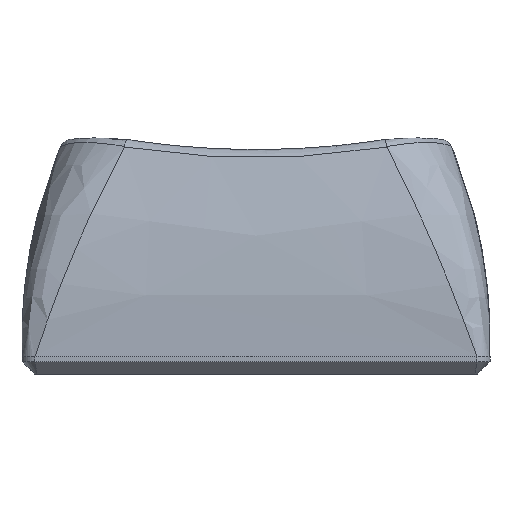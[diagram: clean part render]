
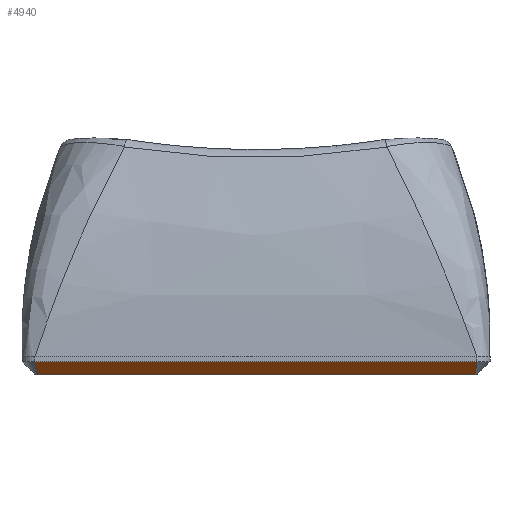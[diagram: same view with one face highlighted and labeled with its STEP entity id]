
A CAD part, front view. The second image highlights one B-rep face of the part: STEP entity #4940.
In plain terms, the highlighted planar face has unit normal (0, -0.707, -0.707).
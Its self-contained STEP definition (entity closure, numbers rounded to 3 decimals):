
#720 = PLANE('',#721);
#721 = AXIS2_PLACEMENT_3D('',#722,#723,#724);
#722 = CARTESIAN_POINT('',(-8.5,-9.,0.672));
#723 = DIRECTION('',(0.,-1.,0.));
#724 = DIRECTION('',(1.,0.,0.));
#1973 = VERTEX_POINT('',#1974);
#1974 = CARTESIAN_POINT('',(-8.5,-9.,0.48));
#2000 = EDGE_CURVE('',#1973,#2001,#2003,.T.);
#2001 = VERTEX_POINT('',#2002);
#2002 = CARTESIAN_POINT('',(8.5,-9.,0.48));
#2003 = SURFACE_CURVE('',#2004,(#2008,#2015),.PCURVE_S1.);
#2004 = LINE('',#2005,#2006);
#2005 = CARTESIAN_POINT('',(-8.5,-9.,0.48));
#2006 = VECTOR('',#2007,1.);
#2007 = DIRECTION('',(1.,0.,0.));
#2008 = PCURVE('',#720,#2009);
#2009 = DEFINITIONAL_REPRESENTATION('',(#2010),#2014);
#2010 = LINE('',#2011,#2012);
#2011 = CARTESIAN_POINT('',(0.,-0.192));
#2012 = VECTOR('',#2013,1.);
#2013 = DIRECTION('',(1.,0.));
#2014 = ( GEOMETRIC_REPRESENTATION_CONTEXT(2) 
PARAMETRIC_REPRESENTATION_CONTEXT() REPRESENTATION_CONTEXT('2D SPACE',''
  ) );
#2015 = PCURVE('',#2016,#2021);
#2016 = PLANE('',#2017);
#2017 = AXIS2_PLACEMENT_3D('',#2018,#2019,#2020);
#2018 = CARTESIAN_POINT('',(-8.5,-8.76,0.24));
#2019 = DIRECTION('',(0.,0.707,0.707)
  );
#2020 = DIRECTION('',(1.,0.,0.));
#2021 = DEFINITIONAL_REPRESENTATION('',(#2022),#2026);
#2022 = LINE('',#2023,#2024);
#2023 = CARTESIAN_POINT('',(0.,-0.339));
#2024 = VECTOR('',#2025,1.);
#2025 = DIRECTION('',(1.,0.));
#2026 = ( GEOMETRIC_REPRESENTATION_CONTEXT(2) 
PARAMETRIC_REPRESENTATION_CONTEXT() REPRESENTATION_CONTEXT('2D SPACE',''
  ) );
#3188 = CONICAL_SURFACE('',#3189,0.7,0.785);
#3189 = AXIS2_PLACEMENT_3D('',#3190,#3191,#3192);
#3190 = CARTESIAN_POINT('',(8.323,-8.323,0.48));
#3191 = DIRECTION('',(-0.,-0.,1.));
#3192 = DIRECTION('',(0.967,-0.253,0.));
#4940 = ADVANCED_FACE('',(#4941),#2016,.F.);
#4941 = FACE_BOUND('',#4942,.F.);
#4942 = EDGE_LOOP('',(#4943,#4978,#4979,#5009));
#4943 = ORIENTED_EDGE('',*,*,#4944,.F.);
#4944 = EDGE_CURVE('',#1973,#4945,#4947,.T.);
#4945 = VERTEX_POINT('',#4946);
#4946 = CARTESIAN_POINT('',(-8.42,-8.52,0.));
#4947 = SURFACE_CURVE('',#4948,(#4953,#4960),.PCURVE_S1.);
#4948 = PARABOLA('',#4949,0.008);
#4949 = AXIS2_PLACEMENT_3D('',#4950,#4951,#4952);
#4950 = CARTESIAN_POINT('',(-8.323,-8.311,
    -0.209));
#4951 = DIRECTION('',(0.,0.707,0.707)
  );
#4952 = DIRECTION('',(0.,-0.707,0.707)
  );
#4953 = PCURVE('',#2016,#4954);
#4954 = DEFINITIONAL_REPRESENTATION('',(#4955),#4959);
#4955 = B_SPLINE_CURVE_WITH_KNOTS('',2,(#4956,#4957,#4958),
  .UNSPECIFIED.,.F.,.F.,(3,3),(-0.177,-0.098),
  .PIECEWISE_BEZIER_KNOTS.);
#4956 = CARTESIAN_POINT('',(0.,-0.339));
#4957 = CARTESIAN_POINT('',(0.04,0.098));
#4958 = CARTESIAN_POINT('',(0.08,0.339));
#4959 = ( GEOMETRIC_REPRESENTATION_CONTEXT(2) 
PARAMETRIC_REPRESENTATION_CONTEXT() REPRESENTATION_CONTEXT('2D SPACE',''
  ) );
#4960 = PCURVE('',#4961,#4966);
#4961 = CONICAL_SURFACE('',#4962,0.7,0.785);
#4962 = AXIS2_PLACEMENT_3D('',#4963,#4964,#4965);
#4963 = CARTESIAN_POINT('',(-8.323,-8.323,0.48));
#4964 = DIRECTION('',(-0.,-0.,1.));
#4965 = DIRECTION('',(-0.253,-0.967,-0.));
#4966 = DEFINITIONAL_REPRESENTATION('',(#4967),#4977);
#4967 = B_SPLINE_CURVE_WITH_KNOTS('',8,(#4968,#4969,#4970,#4971,#4972,
    #4973,#4974,#4975,#4976),.UNSPECIFIED.,.F.,.F.,(9,9),(
    -0.177,-0.098),.PIECEWISE_BEZIER_KNOTS.);
#4968 = CARTESIAN_POINT('',(0.,0.));
#4969 = CARTESIAN_POINT('',(-0.014,-0.077));
#4970 = CARTESIAN_POINT('',(-0.03,-0.15));
#4971 = CARTESIAN_POINT('',(-0.048,-0.217));
#4972 = CARTESIAN_POINT('',(-0.069,-0.28));
#4973 = CARTESIAN_POINT('',(-0.094,-0.337));
#4974 = CARTESIAN_POINT('',(-0.123,-0.39));
#4975 = CARTESIAN_POINT('',(-0.158,-0.437));
#4976 = CARTESIAN_POINT('',(-0.203,-0.48));
#4977 = ( GEOMETRIC_REPRESENTATION_CONTEXT(2) 
PARAMETRIC_REPRESENTATION_CONTEXT() REPRESENTATION_CONTEXT('2D SPACE',''
  ) );
#4978 = ORIENTED_EDGE('',*,*,#2000,.T.);
#4979 = ORIENTED_EDGE('',*,*,#4980,.T.);
#4980 = EDGE_CURVE('',#2001,#4981,#4983,.T.);
#4981 = VERTEX_POINT('',#4982);
#4982 = CARTESIAN_POINT('',(8.42,-8.52,0.));
#4983 = SURFACE_CURVE('',#4984,(#4989,#4996),.PCURVE_S1.);
#4984 = PARABOLA('',#4985,0.008);
#4985 = AXIS2_PLACEMENT_3D('',#4986,#4987,#4988);
#4986 = CARTESIAN_POINT('',(8.323,-8.311,
    -0.209));
#4987 = DIRECTION('',(0.,-0.707,-0.707
    ));
#4988 = DIRECTION('',(0.,-0.707,0.707)
  );
#4989 = PCURVE('',#2016,#4990);
#4990 = DEFINITIONAL_REPRESENTATION('',(#4991),#4995);
#4991 = B_SPLINE_CURVE_WITH_KNOTS('',2,(#4992,#4993,#4994),
  .UNSPECIFIED.,.F.,.F.,(3,3),(-0.177,-0.098),
  .PIECEWISE_BEZIER_KNOTS.);
#4992 = CARTESIAN_POINT('',(17.,-0.339));
#4993 = CARTESIAN_POINT('',(16.96,0.098));
#4994 = CARTESIAN_POINT('',(16.92,0.339));
#4995 = ( GEOMETRIC_REPRESENTATION_CONTEXT(2) 
PARAMETRIC_REPRESENTATION_CONTEXT() REPRESENTATION_CONTEXT('2D SPACE',''
  ) );
#4996 = PCURVE('',#3188,#4997);
#4997 = DEFINITIONAL_REPRESENTATION('',(#4998),#5008);
#4998 = B_SPLINE_CURVE_WITH_KNOTS('',8,(#4999,#5000,#5001,#5002,#5003,
    #5004,#5005,#5006,#5007),.UNSPECIFIED.,.F.,.F.,(9,9),(
    -0.177,-0.098),.PIECEWISE_BEZIER_KNOTS.);
#4999 = CARTESIAN_POINT('',(-1.059,0.));
#5000 = CARTESIAN_POINT('',(-1.045,-0.077));
#5001 = CARTESIAN_POINT('',(-1.029,-0.15));
#5002 = CARTESIAN_POINT('',(-1.01,-0.217));
#5003 = CARTESIAN_POINT('',(-0.99,-0.28));
#5004 = CARTESIAN_POINT('',(-0.965,-0.337));
#5005 = CARTESIAN_POINT('',(-0.936,-0.39));
#5006 = CARTESIAN_POINT('',(-0.901,-0.437));
#5007 = CARTESIAN_POINT('',(-0.856,-0.48));
#5008 = ( GEOMETRIC_REPRESENTATION_CONTEXT(2) 
PARAMETRIC_REPRESENTATION_CONTEXT() REPRESENTATION_CONTEXT('2D SPACE',''
  ) );
#5009 = ORIENTED_EDGE('',*,*,#5010,.F.);
#5010 = EDGE_CURVE('',#4945,#4981,#5011,.T.);
#5011 = SURFACE_CURVE('',#5012,(#5016,#5023),.PCURVE_S1.);
#5012 = LINE('',#5013,#5014);
#5013 = CARTESIAN_POINT('',(-8.5,-8.52,0.));
#5014 = VECTOR('',#5015,1.);
#5015 = DIRECTION('',(1.,0.,0.));
#5016 = PCURVE('',#2016,#5017);
#5017 = DEFINITIONAL_REPRESENTATION('',(#5018),#5022);
#5018 = LINE('',#5019,#5020);
#5019 = CARTESIAN_POINT('',(0.,0.339));
#5020 = VECTOR('',#5021,1.);
#5021 = DIRECTION('',(1.,0.));
#5022 = ( GEOMETRIC_REPRESENTATION_CONTEXT(2) 
PARAMETRIC_REPRESENTATION_CONTEXT() REPRESENTATION_CONTEXT('2D SPACE',''
  ) );
#5023 = PCURVE('',#5024,#5029);
#5024 = PLANE('',#5025);
#5025 = AXIS2_PLACEMENT_3D('',#5026,#5027,#5028);
#5026 = CARTESIAN_POINT('',(8.5,9.,0.));
#5027 = DIRECTION('',(0.,0.,-1.));
#5028 = DIRECTION('',(-1.,0.,0.));
#5029 = DEFINITIONAL_REPRESENTATION('',(#5030),#5034);
#5030 = LINE('',#5031,#5032);
#5031 = CARTESIAN_POINT('',(17.,-17.52));
#5032 = VECTOR('',#5033,1.);
#5033 = DIRECTION('',(-1.,0.));
#5034 = ( GEOMETRIC_REPRESENTATION_CONTEXT(2) 
PARAMETRIC_REPRESENTATION_CONTEXT() REPRESENTATION_CONTEXT('2D SPACE',''
  ) );
